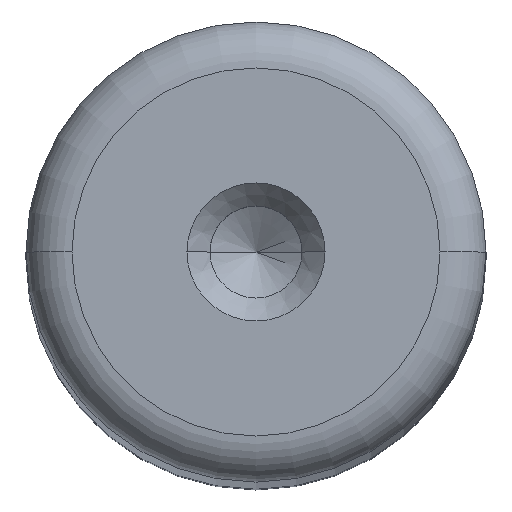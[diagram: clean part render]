
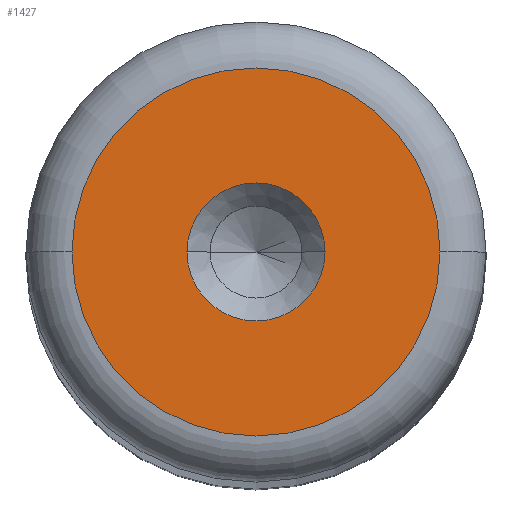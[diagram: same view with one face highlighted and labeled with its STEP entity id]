
A CAD part, top view. The second image highlights one B-rep face of the part: STEP entity #1427.
In plain terms, the highlighted planar face has unit normal (0, 0, 1).
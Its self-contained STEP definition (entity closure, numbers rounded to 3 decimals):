
#48 = VERTEX_POINT ( 'NONE', #275 ) ;
#72 = CIRCLE ( 'NONE', #1406, 4. ) ;
#78 = AXIS2_PLACEMENT_3D ( 'NONE', #182, #1019, #301 ) ;
#79 = VERTEX_POINT ( 'NONE', #1540 ) ;
#147 = DIRECTION ( 'NONE',  ( 0., 0., 1. ) ) ;
#182 = CARTESIAN_POINT ( 'NONE',  ( 0., 0., 100. ) ) ;
#275 = CARTESIAN_POINT ( 'NONE',  ( 4., 0., 100. ) ) ;
#277 = ORIENTED_EDGE ( 'NONE', *, *, #1069, .T. ) ;
#285 = CIRCLE ( 'NONE', #431, 4. ) ;
#290 = DIRECTION ( 'NONE',  ( 0., 0., 1. ) ) ;
#301 = DIRECTION ( 'NONE',  ( 1., 0., 0. ) ) ;
#431 = AXIS2_PLACEMENT_3D ( 'NONE', #1008, #290, #1134 ) ;
#461 = ORIENTED_EDGE ( 'NONE', *, *, #864, .F. ) ;
#475 = FACE_BOUND ( 'NONE', #1218, .T. ) ;
#488 = ORIENTED_EDGE ( 'NONE', *, *, #970, .T. ) ;
#624 = EDGE_CURVE ( 'NONE', #79, #833, #1063, .T. ) ;
#642 = ORIENTED_EDGE ( 'NONE', *, *, #624, .F. ) ;
#702 = PLANE ( 'NONE',  #1435 ) ;
#704 = CARTESIAN_POINT ( 'NONE',  ( 0., 0., 100. ) ) ;
#711 = FACE_OUTER_BOUND ( 'NONE', #1050, .T. ) ;
#825 = DIRECTION ( 'NONE',  ( 1., 0., 0. ) ) ;
#833 = VERTEX_POINT ( 'NONE', #1526 ) ;
#834 = DIRECTION ( 'NONE',  ( 1., 0., 0. ) ) ;
#857 = AXIS2_PLACEMENT_3D ( 'NONE', #704, #1531, #834 ) ;
#864 = EDGE_CURVE ( 'NONE', #833, #79, #1457, .T. ) ;
#869 = CARTESIAN_POINT ( 'NONE',  ( 0., 0., 100. ) ) ;
#970 = EDGE_CURVE ( 'NONE', #48, #1175, #72, .T. ) ;
#986 = DIRECTION ( 'NONE',  ( 1., 0., 0. ) ) ;
#1008 = CARTESIAN_POINT ( 'NONE',  ( 0., 0., 100. ) ) ;
#1019 = DIRECTION ( 'NONE',  ( 0., 0., 1. ) ) ;
#1050 = EDGE_LOOP ( 'NONE', ( #488, #277 ) ) ;
#1063 = CIRCLE ( 'NONE', #78, 1.5 ) ;
#1069 = EDGE_CURVE ( 'NONE', #1175, #48, #285, .T. ) ;
#1134 = DIRECTION ( 'NONE',  ( 1., 0., 0. ) ) ;
#1175 = VERTEX_POINT ( 'NONE', #1474 ) ;
#1218 = EDGE_LOOP ( 'NONE', ( #461, #642 ) ) ;
#1406 = AXIS2_PLACEMENT_3D ( 'NONE', #869, #147, #986 ) ;
#1427 = ADVANCED_FACE ( 'NONE', ( #475, #711 ), #702, .T. ) ;
#1435 = AXIS2_PLACEMENT_3D ( 'NONE', #1523, #1528, #825 ) ;
#1457 = CIRCLE ( 'NONE', #857, 1.5 ) ;
#1474 = CARTESIAN_POINT ( 'NONE',  ( -4., 0., 100. ) ) ;
#1523 = CARTESIAN_POINT ( 'NONE',  ( 0., 0., 100. ) ) ;
#1526 = CARTESIAN_POINT ( 'NONE',  ( 1.5, 0., 100. ) ) ;
#1528 = DIRECTION ( 'NONE',  ( 0., 0., 1. ) ) ;
#1531 = DIRECTION ( 'NONE',  ( 0., 0., 1. ) ) ;
#1540 = CARTESIAN_POINT ( 'NONE',  ( -1.5, 0., 100. ) ) ;
